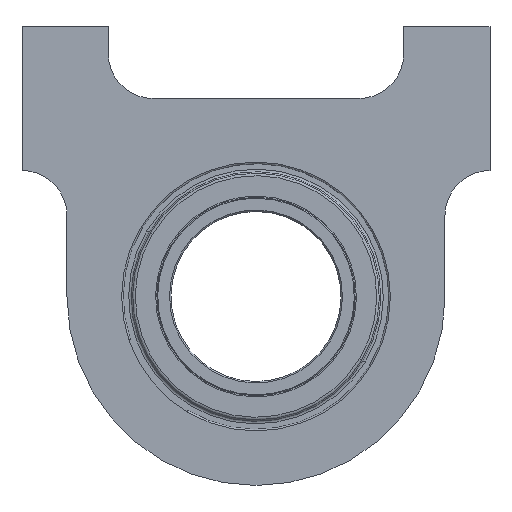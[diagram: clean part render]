
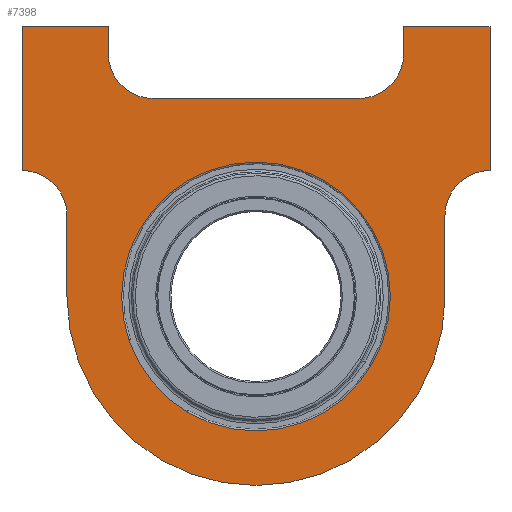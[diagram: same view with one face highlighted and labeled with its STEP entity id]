
A CAD part, front view. The second image highlights one B-rep face of the part: STEP entity #7398.
In plain terms, the highlighted planar face has unit normal (0, -1, 0).
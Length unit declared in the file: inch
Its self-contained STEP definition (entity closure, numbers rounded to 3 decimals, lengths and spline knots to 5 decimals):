
#16 = DIRECTION ( 'NONE',  ( 0., 1., 0. ) ) ;
#66 = EDGE_CURVE ( 'NONE', #5163, #3089, #3466, .T. ) ;
#203 = ORIENTED_EDGE ( 'NONE', *, *, #7196, .F. ) ;
#218 = CIRCLE ( 'NONE', #6115, 0.125 ) ;
#242 = DIRECTION ( 'NONE',  ( 0., 0., -1. ) ) ;
#367 = CARTESIAN_POINT ( 'NONE',  ( 0., 0., 0. ) ) ;
#435 = EDGE_CURVE ( 'NONE', #4571, #5289, #4272, .T. ) ;
#458 = ORIENTED_EDGE ( 'NONE', *, *, #3731, .F. ) ;
#542 = VECTOR ( 'NONE', #1837, 39.37008 ) ;
#547 = ORIENTED_EDGE ( 'NONE', *, *, #4406, .F. ) ;
#589 = VERTEX_POINT ( 'NONE', #785 ) ;
#741 = CARTESIAN_POINT ( 'NONE',  ( -0.525, 0., 0. ) ) ;
#785 = CARTESIAN_POINT ( 'NONE',  ( 0., 0., 0.37339 ) ) ;
#828 = CARTESIAN_POINT ( 'NONE',  ( 0., 0., -0.525 ) ) ;
#889 = EDGE_CURVE ( 'NONE', #4991, #2312, #2212, .T. ) ;
#913 = AXIS2_PLACEMENT_3D ( 'NONE', #3853, #3241, #3302 ) ;
#981 = CARTESIAN_POINT ( 'NONE',  ( -0.2856, 0., 0.675 ) ) ;
#1001 = CARTESIAN_POINT ( 'NONE',  ( 0.4106, 0., 0.75 ) ) ;
#1093 = AXIS2_PLACEMENT_3D ( 'NONE', #1930, #16, #2593 ) ;
#1094 = DIRECTION ( 'NONE',  ( 0., 1., 0. ) ) ;
#1169 = VECTOR ( 'NONE', #1665, 39.37008 ) ;
#1300 = CARTESIAN_POINT ( 'NONE',  ( 0.525, 0., 0.225 ) ) ;
#1302 = VERTEX_POINT ( 'NONE', #8343 ) ;
#1386 = DIRECTION ( 'NONE',  ( 0., 1., 0. ) ) ;
#1388 = EDGE_CURVE ( 'NONE', #7100, #2411, #6977, .T. ) ;
#1389 = DIRECTION ( 'NONE',  ( 0., 1., 0. ) ) ;
#1481 = ORIENTED_EDGE ( 'NONE', *, *, #435, .T. ) ;
#1499 = ORIENTED_EDGE ( 'NONE', *, *, #5741, .T. ) ;
#1531 = EDGE_CURVE ( 'NONE', #7100, #7204, #7684, .T. ) ;
#1580 = LINE ( 'NONE', #2098, #4663 ) ;
#1590 = EDGE_CURVE ( 'NONE', #7204, #5288, #1683, .T. ) ;
#1665 = DIRECTION ( 'NONE',  ( 1., 0., 0. ) ) ;
#1683 = LINE ( 'NONE', #3187, #6680 ) ;
#1755 = VERTEX_POINT ( 'NONE', #4736 ) ;
#1780 = CARTESIAN_POINT ( 'NONE',  ( 0.525, 0., 0. ) ) ;
#1784 = VECTOR ( 'NONE', #2116, 39.37008 ) ;
#1837 = DIRECTION ( 'NONE',  ( 0., 0., 1. ) ) ;
#1871 = ORIENTED_EDGE ( 'NONE', *, *, #1590, .F. ) ;
#1915 = PLANE ( 'NONE',  #5915 ) ;
#1930 = CARTESIAN_POINT ( 'NONE',  ( -0.65, 0., 0.225 ) ) ;
#1983 = DIRECTION ( 'NONE',  ( 0., 1., 0. ) ) ;
#2018 = CARTESIAN_POINT ( 'NONE',  ( 0., 0., 0. ) ) ;
#2080 = ORIENTED_EDGE ( 'NONE', *, *, #5670, .F. ) ;
#2098 = CARTESIAN_POINT ( 'NONE',  ( -0.525, 0., 0. ) ) ;
#2116 = DIRECTION ( 'NONE',  ( 0., 0., 1. ) ) ;
#2165 = LINE ( 'NONE', #7098, #542 ) ;
#2180 = DIRECTION ( 'NONE',  ( 0., 1., 0. ) ) ;
#2212 = LINE ( 'NONE', #7286, #4166 ) ;
#2284 = LINE ( 'NONE', #4919, #1169 ) ;
#2312 = VERTEX_POINT ( 'NONE', #3734 ) ;
#2411 = VERTEX_POINT ( 'NONE', #3761 ) ;
#2586 = DIRECTION ( 'NONE',  ( 1., 0., 0. ) ) ;
#2593 = DIRECTION ( 'NONE',  ( 0., 0., 1. ) ) ;
#2647 = AXIS2_PLACEMENT_3D ( 'NONE', #2018, #1983, #5220 ) ;
#2655 = CARTESIAN_POINT ( 'NONE',  ( 0.65, 0., 0.225 ) ) ;
#2672 = AXIS2_PLACEMENT_3D ( 'NONE', #2655, #1386, #5928 ) ;
#2677 = EDGE_CURVE ( 'NONE', #3859, #3089, #1580, .T. ) ;
#2681 = CIRCLE ( 'NONE', #2647, 0.525 ) ;
#2761 = DIRECTION ( 'NONE',  ( 0., 0., 1. ) ) ;
#3089 = VERTEX_POINT ( 'NONE', #4723 ) ;
#3091 = FACE_OUTER_BOUND ( 'NONE', #3956, .T. ) ;
#3148 = ORIENTED_EDGE ( 'NONE', *, *, #1388, .T. ) ;
#3187 = CARTESIAN_POINT ( 'NONE',  ( 0.65, 0., 0.75 ) ) ;
#3241 = DIRECTION ( 'NONE',  ( 0., 1., 0. ) ) ;
#3302 = DIRECTION ( 'NONE',  ( 0., 0., 1. ) ) ;
#3336 = AXIS2_PLACEMENT_3D ( 'NONE', #5442, #2180, #3447 ) ;
#3373 = LINE ( 'NONE', #6971, #7958 ) ;
#3447 = DIRECTION ( 'NONE',  ( 0., 0., 1. ) ) ;
#3466 = CIRCLE ( 'NONE', #1093, 0.125 ) ;
#3731 = EDGE_CURVE ( 'NONE', #5163, #4991, #2165, .T. ) ;
#3734 = CARTESIAN_POINT ( 'NONE',  ( -0.4106, 0., 0.75 ) ) ;
#3761 = CARTESIAN_POINT ( 'NONE',  ( 0.2856, 0., 0.55 ) ) ;
#3853 = CARTESIAN_POINT ( 'NONE',  ( 0., 0., 0. ) ) ;
#3859 = VERTEX_POINT ( 'NONE', #741 ) ;
#3867 = DIRECTION ( 'NONE',  ( 0., 0., 1. ) ) ;
#3923 = DIRECTION ( 'NONE',  ( 0., 1., 0. ) ) ;
#3956 = EDGE_LOOP ( 'NONE', ( #5611, #5561, #1481, #547, #1871, #4781, #3148, #203, #1499, #2080, #6443, #458, #5348, #8220, #7277 ) ) ;
#3964 = CARTESIAN_POINT ( 'NONE',  ( -0.2856, 0., 0.55 ) ) ;
#3994 = DIRECTION ( 'NONE',  ( 1., 0., 0. ) ) ;
#3998 = EDGE_CURVE ( 'NONE', #6616, #5183, #5127, .T. ) ;
#4145 = FACE_BOUND ( 'NONE', #5078, .T. ) ;
#4154 = CARTESIAN_POINT ( 'NONE',  ( -0.4106, 0., 0.75 ) ) ;
#4166 = VECTOR ( 'NONE', #3994, 39.37008 ) ;
#4247 = ORIENTED_EDGE ( 'NONE', *, *, #8233, .T. ) ;
#4272 = CIRCLE ( 'NONE', #2672, 0.125 ) ;
#4280 = CARTESIAN_POINT ( 'NONE',  ( 0.65, 0., 0.35 ) ) ;
#4406 = EDGE_CURVE ( 'NONE', #5288, #5289, #6638, .T. ) ;
#4555 = DIRECTION ( 'NONE',  ( 0., 0., -1. ) ) ;
#4571 = VERTEX_POINT ( 'NONE', #1300 ) ;
#4626 = CARTESIAN_POINT ( 'NONE',  ( -0.65, 0., 0.75 ) ) ;
#4663 = VECTOR ( 'NONE', #2761, 39.37008 ) ;
#4723 = CARTESIAN_POINT ( 'NONE',  ( -0.525, 0., 0.225 ) ) ;
#4729 = LINE ( 'NONE', #4154, #7536 ) ;
#4736 = CARTESIAN_POINT ( 'NONE',  ( 0., 0., -0.37339 ) ) ;
#4740 = CARTESIAN_POINT ( 'NONE',  ( 0.4106, 0., 0.75 ) ) ;
#4781 = ORIENTED_EDGE ( 'NONE', *, *, #1531, .F. ) ;
#4919 = CARTESIAN_POINT ( 'NONE',  ( -0.4106, 0., 0.55 ) ) ;
#4991 = VERTEX_POINT ( 'NONE', #4626 ) ;
#5078 = EDGE_LOOP ( 'NONE', ( #7077, #4247 ) ) ;
#5110 = DIRECTION ( 'NONE',  ( 0., 0., 1. ) ) ;
#5111 = AXIS2_PLACEMENT_3D ( 'NONE', #367, #1094, #6893 ) ;
#5127 = CIRCLE ( 'NONE', #3336, 0.525 ) ;
#5163 = VERTEX_POINT ( 'NONE', #7310 ) ;
#5183 = VERTEX_POINT ( 'NONE', #828 ) ;
#5220 = DIRECTION ( 'NONE',  ( 0., 0., 1. ) ) ;
#5288 = VERTEX_POINT ( 'NONE', #8162 ) ;
#5289 = VERTEX_POINT ( 'NONE', #4280 ) ;
#5348 = ORIENTED_EDGE ( 'NONE', *, *, #66, .T. ) ;
#5442 = CARTESIAN_POINT ( 'NONE',  ( 0., 0., 0. ) ) ;
#5561 = ORIENTED_EDGE ( 'NONE', *, *, #5890, .F. ) ;
#5611 = ORIENTED_EDGE ( 'NONE', *, *, #3998, .F. ) ;
#5670 = EDGE_CURVE ( 'NONE', #2312, #1302, #4729, .T. ) ;
#5727 = DIRECTION ( 'NONE',  ( 0., 1., 0. ) ) ;
#5729 = VECTOR ( 'NONE', #4555, 39.37008 ) ;
#5741 = EDGE_CURVE ( 'NONE', #8401, #1302, #218, .T. ) ;
#5839 = CIRCLE ( 'NONE', #5111, 0.37339 ) ;
#5871 = AXIS2_PLACEMENT_3D ( 'NONE', #6516, #1389, #7176 ) ;
#5890 = EDGE_CURVE ( 'NONE', #4571, #6616, #3373, .T. ) ;
#5915 = AXIS2_PLACEMENT_3D ( 'NONE', #7722, #3923, #3867 ) ;
#5928 = DIRECTION ( 'NONE',  ( 0., 0., 1. ) ) ;
#6004 = CARTESIAN_POINT ( 'NONE',  ( 0.4106, 0., 0.675 ) ) ;
#6115 = AXIS2_PLACEMENT_3D ( 'NONE', #981, #5727, #5110 ) ;
#6443 = ORIENTED_EDGE ( 'NONE', *, *, #889, .F. ) ;
#6516 = CARTESIAN_POINT ( 'NONE',  ( 0.2856, 0., 0.675 ) ) ;
#6616 = VERTEX_POINT ( 'NONE', #1780 ) ;
#6638 = LINE ( 'NONE', #8421, #5729 ) ;
#6680 = VECTOR ( 'NONE', #2586, 39.37008 ) ;
#6752 = CIRCLE ( 'NONE', #913, 0.37339 ) ;
#6893 = DIRECTION ( 'NONE',  ( 0., 0., 1. ) ) ;
#6971 = CARTESIAN_POINT ( 'NONE',  ( 0.525, 0., 0. ) ) ;
#6977 = CIRCLE ( 'NONE', #5871, 0.125 ) ;
#7077 = ORIENTED_EDGE ( 'NONE', *, *, #7972, .T. ) ;
#7098 = CARTESIAN_POINT ( 'NONE',  ( -0.65, 0., 0.35 ) ) ;
#7100 = VERTEX_POINT ( 'NONE', #6004 ) ;
#7176 = DIRECTION ( 'NONE',  ( 0., 0., 1. ) ) ;
#7196 = EDGE_CURVE ( 'NONE', #8401, #2411, #2284, .T. ) ;
#7204 = VERTEX_POINT ( 'NONE', #1001 ) ;
#7277 = ORIENTED_EDGE ( 'NONE', *, *, #8143, .F. ) ;
#7286 = CARTESIAN_POINT ( 'NONE',  ( -0.65, 0., 0.75 ) ) ;
#7310 = CARTESIAN_POINT ( 'NONE',  ( -0.65, 0., 0.35 ) ) ;
#7398 = ADVANCED_FACE ( 'NONE', ( #4145, #3091 ), #1915, .F. ) ;
#7536 = VECTOR ( 'NONE', #242, 39.37008 ) ;
#7684 = LINE ( 'NONE', #4740, #1784 ) ;
#7722 = CARTESIAN_POINT ( 'NONE',  ( 0., 0., 0. ) ) ;
#7958 = VECTOR ( 'NONE', #8277, 39.37008 ) ;
#7972 = EDGE_CURVE ( 'NONE', #589, #1755, #5839, .T. ) ;
#8143 = EDGE_CURVE ( 'NONE', #5183, #3859, #2681, .T. ) ;
#8162 = CARTESIAN_POINT ( 'NONE',  ( 0.65, 0., 0.75 ) ) ;
#8220 = ORIENTED_EDGE ( 'NONE', *, *, #2677, .F. ) ;
#8233 = EDGE_CURVE ( 'NONE', #1755, #589, #6752, .T. ) ;
#8277 = DIRECTION ( 'NONE',  ( 0., 0., -1. ) ) ;
#8343 = CARTESIAN_POINT ( 'NONE',  ( -0.4106, 0., 0.675 ) ) ;
#8401 = VERTEX_POINT ( 'NONE', #3964 ) ;
#8421 = CARTESIAN_POINT ( 'NONE',  ( 0.65, 0., 0.35 ) ) ;
